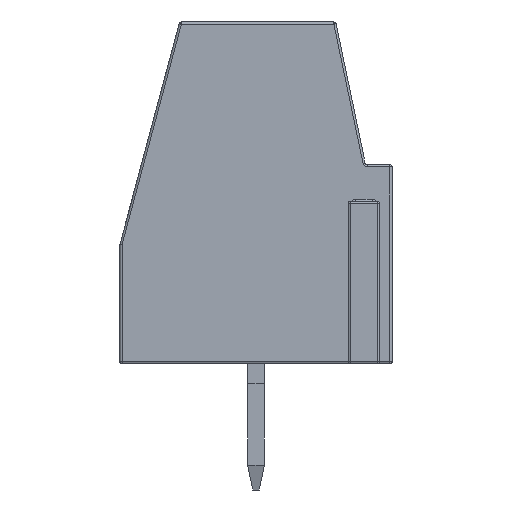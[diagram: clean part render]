
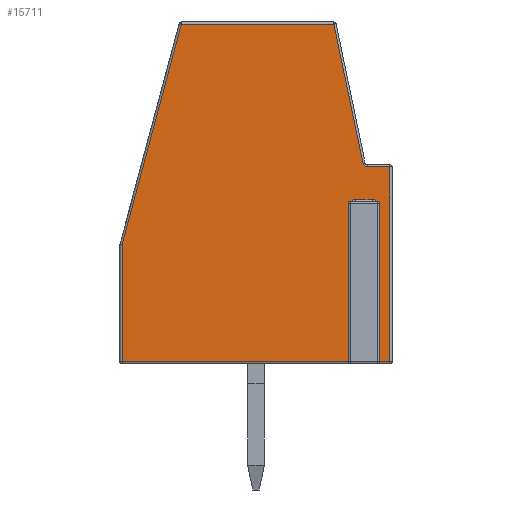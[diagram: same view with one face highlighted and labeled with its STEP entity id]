
A CAD part, front view. The second image highlights one B-rep face of the part: STEP entity #15711.
In plain terms, the highlighted planar face has unit normal (0, -1, 0).
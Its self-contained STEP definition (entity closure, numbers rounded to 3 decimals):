
#30=ELLIPSE('',#16803,0.137,0.13);
#31=ELLIPSE('',#16822,0.137,0.13);
#265=PLANE('',#16900);
#823=CIRCLE('',#16880,0.13);
#1792=FACE_OUTER_BOUND('',#2787,.T.);
#2787=EDGE_LOOP('',(#10800,#10801,#10802,#10803,#10804,#10805,#10806,#10807,
#10808,#10809,#10810,#10811,#10812,#10813));
#4050=LINE('',#26774,#5189);
#4053=LINE('',#26850,#5192);
#4068=LINE('',#26894,#5207);
#4070=LINE('',#26897,#5209);
#4075=LINE('',#26904,#5214);
#4076=LINE('',#26906,#5215);
#4082=LINE('',#26923,#5221);
#4084=LINE('',#26931,#5223);
#4086=LINE('',#26940,#5225);
#4087=LINE('',#26948,#5226);
#4090=LINE('',#26962,#5229);
#5189=VECTOR('',#19110,10.);
#5192=VECTOR('',#19155,10.);
#5207=VECTOR('',#19210,10.);
#5209=VECTOR('',#19214,10.);
#5214=VECTOR('',#19223,10.);
#5215=VECTOR('',#19226,10.);
#5221=VECTOR('',#19244,10.);
#5223=VECTOR('',#19254,10.);
#5225=VECTOR('',#19266,10.);
#5226=VECTOR('',#19277,10.);
#5229=VECTOR('',#19294,10.);
#6517=VERTEX_POINT('',#26721);
#6522=VERTEX_POINT('',#26760);
#6523=VERTEX_POINT('',#26762);
#6524=VERTEX_POINT('',#26766);
#6526=VERTEX_POINT('',#26772);
#6529=VERTEX_POINT('',#26781);
#6535=VERTEX_POINT('',#26831);
#6536=VERTEX_POINT('',#26832);
#6539=VERTEX_POINT('',#26840);
#6556=VERTEX_POINT('',#26921);
#6558=VERTEX_POINT('',#26930);
#6560=VERTEX_POINT('',#26939);
#6562=VERTEX_POINT('',#26947);
#6564=VERTEX_POINT('',#26953);
#8052=EDGE_CURVE('',#6522,#6523,#30,.T.);
#8058=EDGE_CURVE('',#6524,#6526,#4050,.T.);
#8068=EDGE_CURVE('',#6535,#6536,#31,.T.);
#8077=EDGE_CURVE('',#6539,#6524,#4053,.T.);
#8101=EDGE_CURVE('',#6536,#6539,#4068,.T.);
#8103=EDGE_CURVE('',#6523,#6535,#4070,.T.);
#8108=EDGE_CURVE('',#6517,#6529,#4075,.T.);
#8109=EDGE_CURVE('',#6529,#6522,#4076,.T.);
#8118=EDGE_CURVE('',#6556,#6517,#4082,.T.);
#8122=EDGE_CURVE('',#6526,#6558,#4084,.T.);
#8127=EDGE_CURVE('',#6558,#6560,#4086,.T.);
#8131=EDGE_CURVE('',#6560,#6562,#4087,.T.);
#8136=EDGE_CURVE('',#6562,#6564,#823,.T.);
#8139=EDGE_CURVE('',#6564,#6556,#4090,.T.);
#10800=ORIENTED_EDGE('',*,*,#8108,.F.);
#10801=ORIENTED_EDGE('',*,*,#8118,.F.);
#10802=ORIENTED_EDGE('',*,*,#8139,.F.);
#10803=ORIENTED_EDGE('',*,*,#8136,.F.);
#10804=ORIENTED_EDGE('',*,*,#8131,.F.);
#10805=ORIENTED_EDGE('',*,*,#8127,.F.);
#10806=ORIENTED_EDGE('',*,*,#8122,.F.);
#10807=ORIENTED_EDGE('',*,*,#8058,.F.);
#10808=ORIENTED_EDGE('',*,*,#8077,.F.);
#10809=ORIENTED_EDGE('',*,*,#8101,.F.);
#10810=ORIENTED_EDGE('',*,*,#8068,.F.);
#10811=ORIENTED_EDGE('',*,*,#8103,.F.);
#10812=ORIENTED_EDGE('',*,*,#8052,.F.);
#10813=ORIENTED_EDGE('',*,*,#8109,.F.);
#15711=ADVANCED_FACE('',(#1792),#265,.F.);
#16803=AXIS2_PLACEMENT_3D('',#26763,#19094,#19095);
#16822=AXIS2_PLACEMENT_3D('',#26833,#19134,#19135);
#16880=AXIS2_PLACEMENT_3D('',#26957,#19287,#19288);
#16900=AXIS2_PLACEMENT_3D('',#27170,#19347,#19348);
#19094=DIRECTION('center_axis',(0.,-1.,0.));
#19095=DIRECTION('ref_axis',(1.,0.,0.));
#19110=DIRECTION('',(0.,0.,1.));
#19134=DIRECTION('center_axis',(0.,-1.,0.));
#19135=DIRECTION('ref_axis',(-1.,0.,0.));
#19155=DIRECTION('',(-1.,0.,0.));
#19210=DIRECTION('',(0.,0.,-1.));
#19214=DIRECTION('',(-1.,0.,0.));
#19223=DIRECTION('',(-1.,0.,0.));
#19226=DIRECTION('',(0.,0.,1.));
#19244=DIRECTION('',(0.,0.,-1.));
#19254=DIRECTION('',(0.259,0.,0.966));
#19266=DIRECTION('',(1.,0.,0.));
#19277=DIRECTION('',(0.205,0.,-0.979));
#19287=DIRECTION('center_axis',(0.,-1.,0.));
#19288=DIRECTION('ref_axis',(-0.631,0.,-0.776));
#19294=DIRECTION('',(1.,0.,0.));
#19347=DIRECTION('center_axis',(0.,1.,0.));
#19348=DIRECTION('ref_axis',(0.,0.,
-1.));
#26721=CARTESIAN_POINT('',(4.035,-7.62,0.065));
#26760=CARTESIAN_POINT('',(3.64,-7.62,4.835));
#26762=CARTESIAN_POINT('',(3.503,-7.62,4.965));
#26763=CARTESIAN_POINT('Origin',(3.503,-7.62,4.835));
#26766=CARTESIAN_POINT('',(-4.035,-7.62,0.065));
#26772=CARTESIAN_POINT('',(-4.035,-7.62,3.591));
#26774=CARTESIAN_POINT('',(-4.035,-7.62,6.244));
#26781=CARTESIAN_POINT('',(3.64,-7.62,0.065));
#26831=CARTESIAN_POINT('',(2.997,-7.62,4.965));
#26832=CARTESIAN_POINT('',(2.86,-7.62,4.835));
#26833=CARTESIAN_POINT('Origin',(2.997,-7.62,4.835));
#26840=CARTESIAN_POINT('',(2.86,-7.62,0.065));
#26850=CARTESIAN_POINT('',(4.1,-7.62,0.065));
#26894=CARTESIAN_POINT('',(2.86,-7.62,6.094));
#26897=CARTESIAN_POINT('',(3.675,-7.62,4.965));
#26904=CARTESIAN_POINT('',(4.1,-7.62,0.065));
#26906=CARTESIAN_POINT('',(3.64,-7.62,6.094));
#26921=CARTESIAN_POINT('',(4.035,-7.62,5.935));
#26923=CARTESIAN_POINT('',(4.035,-7.62,6.244));
#26930=CARTESIAN_POINT('',(-2.25,-7.62,10.235));
#26931=CARTESIAN_POINT('',(-2.685,-7.62,8.616));
#26939=CARTESIAN_POINT('',(2.347,-7.62,10.235));
#26940=CARTESIAN_POINT('',(4.1,-7.62,10.235));
#26947=CARTESIAN_POINT('',(3.226,-7.62,6.038));
#26948=CARTESIAN_POINT('',(2.633,-7.62,8.871));
#26953=CARTESIAN_POINT('',(3.353,-7.62,5.935));
#26957=CARTESIAN_POINT('Origin',(3.353,-7.62,6.065));
#26962=CARTESIAN_POINT('',(4.1,-7.62,5.935));
#27170=CARTESIAN_POINT('Origin',(4.1,-7.62,12.189));
